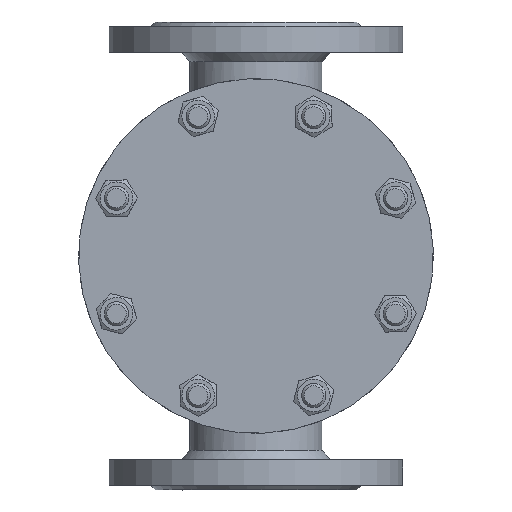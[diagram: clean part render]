
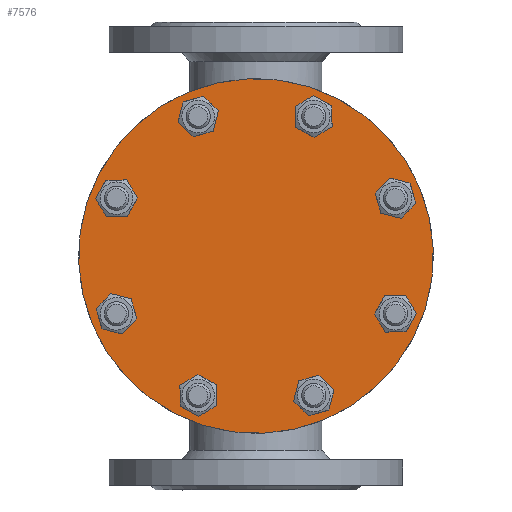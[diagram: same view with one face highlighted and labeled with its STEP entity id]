
A CAD part, front view. The second image highlights one B-rep face of the part: STEP entity #7576.
In plain terms, the highlighted face is planar.
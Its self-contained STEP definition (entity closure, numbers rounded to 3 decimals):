
#7297=CARTESIAN_POINT('',(-64.347,64.347,20.0));
#7298=VERTEX_POINT('',#7297);
#7299=CARTESIAN_POINT('',(-70.711,70.711,20.0));
#7300=DIRECTION('',(0.0,0.0,-1.0));
#7301=DIRECTION('',(-0.707,0.707,0.0));
#7302=AXIS2_PLACEMENT_3D('',#7299,#7300,#7301);
#7303=CIRCLE('',#7302,9.0);
#7304=EDGE_CURVE('',#7298,#7298,#7303,.T.);
#7325=CARTESIAN_POINT('',(0.,91.0,20.0));
#7326=VERTEX_POINT('',#7325);
#7327=CARTESIAN_POINT('',(0.,100.0,20.0));
#7328=DIRECTION('',(0.0,0.0,-1.0));
#7329=DIRECTION('',(0.0,1.0,0.0));
#7330=AXIS2_PLACEMENT_3D('',#7327,#7328,#7329);
#7331=CIRCLE('',#7330,9.0);
#7332=EDGE_CURVE('',#7326,#7326,#7331,.T.);
#7353=CARTESIAN_POINT('',(64.347,64.347,20.0));
#7354=VERTEX_POINT('',#7353);
#7355=CARTESIAN_POINT('',(70.711,70.711,20.0));
#7356=DIRECTION('',(0.0,0.0,-1.0));
#7357=DIRECTION('',(0.707,0.707,0.0));
#7358=AXIS2_PLACEMENT_3D('',#7355,#7356,#7357);
#7359=CIRCLE('',#7358,9.0);
#7360=EDGE_CURVE('',#7354,#7354,#7359,.T.);
#7381=CARTESIAN_POINT('',(91.0,0.,20.0));
#7382=VERTEX_POINT('',#7381);
#7383=CARTESIAN_POINT('',(100.0,0.,20.0));
#7384=DIRECTION('',(0.0,0.0,-1.0));
#7385=DIRECTION('',(1.0,0.0,0.0));
#7386=AXIS2_PLACEMENT_3D('',#7383,#7384,#7385);
#7387=CIRCLE('',#7386,9.0);
#7388=EDGE_CURVE('',#7382,#7382,#7387,.T.);
#7409=CARTESIAN_POINT('',(64.347,-64.347,20.0));
#7410=VERTEX_POINT('',#7409);
#7411=CARTESIAN_POINT('',(70.711,-70.711,20.0));
#7412=DIRECTION('',(0.0,0.0,-1.0));
#7413=DIRECTION('',(0.707,-0.707,0.0));
#7414=AXIS2_PLACEMENT_3D('',#7411,#7412,#7413);
#7415=CIRCLE('',#7414,9.0);
#7416=EDGE_CURVE('',#7410,#7410,#7415,.T.);
#7437=CARTESIAN_POINT('',(0.0,-91.0,20.0));
#7438=VERTEX_POINT('',#7437);
#7439=CARTESIAN_POINT('',(0.0,-100.0,20.0));
#7440=DIRECTION('',(0.0,0.0,-1.0));
#7441=DIRECTION('',(0.0,-1.0,0.0));
#7442=AXIS2_PLACEMENT_3D('',#7439,#7440,#7441);
#7443=CIRCLE('',#7442,9.0);
#7444=EDGE_CURVE('',#7438,#7438,#7443,.T.);
#7465=CARTESIAN_POINT('',(-64.347,-64.347,20.0));
#7466=VERTEX_POINT('',#7465);
#7467=CARTESIAN_POINT('',(-70.711,-70.711,20.0));
#7468=DIRECTION('',(0.0,0.0,-1.0));
#7469=DIRECTION('',(-0.707,-0.707,0.0));
#7470=AXIS2_PLACEMENT_3D('',#7467,#7468,#7469);
#7471=CIRCLE('',#7470,9.0);
#7472=EDGE_CURVE('',#7466,#7466,#7471,.T.);
#7493=CARTESIAN_POINT('',(-91.0,0.,20.0));
#7494=VERTEX_POINT('',#7493);
#7495=CARTESIAN_POINT('',(-100.0,0.0,20.0));
#7496=DIRECTION('',(0.0,0.0,-1.0));
#7497=DIRECTION('',(-1.0,0.0,0.0));
#7498=AXIS2_PLACEMENT_3D('',#7495,#7496,#7497);
#7499=CIRCLE('',#7498,9.0);
#7500=EDGE_CURVE('',#7494,#7494,#7499,.T.);
#7521=CARTESIAN_POINT('',(117.5,0.0,20.0));
#7522=VERTEX_POINT('',#7521);
#7523=CARTESIAN_POINT('',(0.0,0.0,20.0));
#7524=DIRECTION('',(0.0,0.0,1.0));
#7525=DIRECTION('',(1.0,0.0,0.0));
#7526=AXIS2_PLACEMENT_3D('',#7523,#7524,#7525);
#7527=CIRCLE('',#7526,117.5);
#7528=EDGE_CURVE('',#7522,#7522,#7527,.T.);
#7544=CARTESIAN_POINT('',(0.,0.,20.0));
#7545=DIRECTION('',(0.0,0.0,1.0));
#7546=DIRECTION('',(1.0,0.0,0.0));
#7547=AXIS2_PLACEMENT_3D('',#7544,#7545,#7546);
#7548=PLANE('',#7547);
#7549=ORIENTED_EDGE('',*,*,#7528,.T.);
#7550=EDGE_LOOP('',(#7549));
#7551=FACE_OUTER_BOUND('',#7550,.T.);
#7552=ORIENTED_EDGE('',*,*,#7304,.T.);
#7553=EDGE_LOOP('',(#7552));
#7554=FACE_BOUND('',#7553,.T.);
#7555=ORIENTED_EDGE('',*,*,#7332,.T.);
#7556=EDGE_LOOP('',(#7555));
#7557=FACE_BOUND('',#7556,.T.);
#7558=ORIENTED_EDGE('',*,*,#7360,.T.);
#7559=EDGE_LOOP('',(#7558));
#7560=FACE_BOUND('',#7559,.T.);
#7561=ORIENTED_EDGE('',*,*,#7388,.T.);
#7562=EDGE_LOOP('',(#7561));
#7563=FACE_BOUND('',#7562,.T.);
#7564=ORIENTED_EDGE('',*,*,#7416,.T.);
#7565=EDGE_LOOP('',(#7564));
#7566=FACE_BOUND('',#7565,.T.);
#7567=ORIENTED_EDGE('',*,*,#7444,.T.);
#7568=EDGE_LOOP('',(#7567));
#7569=FACE_BOUND('',#7568,.T.);
#7570=ORIENTED_EDGE('',*,*,#7472,.T.);
#7571=EDGE_LOOP('',(#7570));
#7572=FACE_BOUND('',#7571,.T.);
#7573=ORIENTED_EDGE('',*,*,#7500,.T.);
#7574=EDGE_LOOP('',(#7573));
#7575=FACE_BOUND('',#7574,.T.);
#7576=ADVANCED_FACE('',(#7551,#7554,#7557,#7560,#7563,#7566,#7569,#7572,#7575),#7548,.T.);
